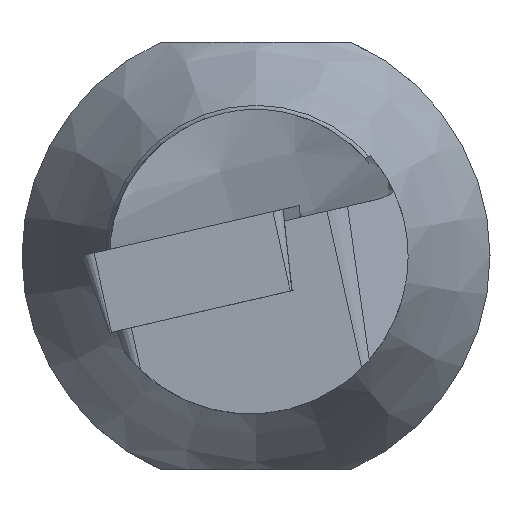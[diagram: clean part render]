
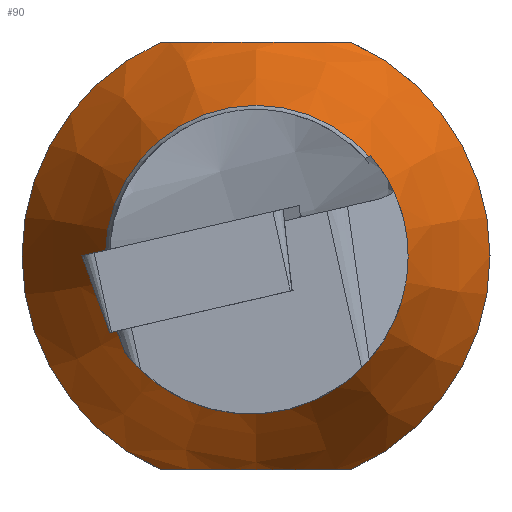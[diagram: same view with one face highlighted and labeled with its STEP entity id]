
A CAD part, left-side view. The second image highlights one B-rep face of the part: STEP entity #90.
In plain terms, the highlighted conical face has half-angle 25 degrees and reference radius 2.575 mm.
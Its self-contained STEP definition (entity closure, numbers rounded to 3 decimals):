
#53=CONICAL_SURFACE('',#634,2.575,25.);
#66=FACE_BOUND('',#172,.T.);
#67=FACE_BOUND('',#173,.T.);
#90=ADVANCED_FACE('',(#66,#67),#53,.T.);
#172=EDGE_LOOP('',(#279,#280,#281,#282));
#173=EDGE_LOOP('',(#283));
#206=B_SPLINE_CURVE_WITH_KNOTS('',3,(#979,#980,#981,#982,#983,#984),
 .UNSPECIFIED.,.F.,.F.,(4,2,4),(0.,0.5,1.),.UNSPECIFIED.);
#207=B_SPLINE_CURVE_WITH_KNOTS('',3,(#985,#986,#987,#988,#989,#990),
 .UNSPECIFIED.,.F.,.F.,(4,2,4),(0.,0.5,1.),.UNSPECIFIED.);
#221=CIRCLE('',#624,4.);
#225=CIRCLE('',#631,4.);
#226=CIRCLE('',#633,2.575);
#279=ORIENTED_EDGE('',*,*,#488,.F.);
#280=ORIENTED_EDGE('',*,*,#490,.T.);
#281=ORIENTED_EDGE('',*,*,#479,.F.);
#282=ORIENTED_EDGE('',*,*,#491,.T.);
#283=ORIENTED_EDGE('',*,*,#492,.T.);
#421=VERTEX_POINT('',#884);
#422=VERTEX_POINT('',#885);
#428=VERTEX_POINT('',#974);
#429=VERTEX_POINT('',#976);
#430=VERTEX_POINT('',#992);
#479=EDGE_CURVE('',#421,#422,#221,.T.);
#488=EDGE_CURVE('',#428,#429,#225,.T.);
#490=EDGE_CURVE('',#428,#422,#206,.T.);
#491=EDGE_CURVE('',#421,#429,#207,.T.);
#492=EDGE_CURVE('',#430,#430,#226,.T.);
#624=AXIS2_PLACEMENT_3D('',#883,#706,#707);
#631=AXIS2_PLACEMENT_3D('',#975,#723,#724);
#633=AXIS2_PLACEMENT_3D('',#991,#728,#729);
#634=AXIS2_PLACEMENT_3D('',#993,#730,#731);
#706=DIRECTION('',(1.,0.,0.));
#707=DIRECTION('',(0.,0.,-1.));
#723=DIRECTION('',(1.,0.,0.));
#724=DIRECTION('',(0.,0.,-1.));
#728=DIRECTION('',(1.,0.,0.));
#729=DIRECTION('',(0.,0.,-1.));
#730=DIRECTION('',(1.,0.,0.));
#731=DIRECTION('',(0.,0.,-1.));
#883=CARTESIAN_POINT('',(21.394,0.,0.));
#884=CARTESIAN_POINT('',(21.394,1.636,-3.65));
#885=CARTESIAN_POINT('',(21.394,1.636,3.65));
#974=CARTESIAN_POINT('',(21.394,-1.636,3.65));
#975=CARTESIAN_POINT('',(21.394,0.,0.));
#976=CARTESIAN_POINT('',(21.394,-1.636,-3.65));
#979=CARTESIAN_POINT('',(21.394,-1.636,3.65));
#980=CARTESIAN_POINT('',(20.993,-1.179,3.65));
#981=CARTESIAN_POINT('',(20.643,-0.612,3.65));
#982=CARTESIAN_POINT('',(20.644,0.617,3.65));
#983=CARTESIAN_POINT('',(20.993,1.179,3.65));
#984=CARTESIAN_POINT('',(21.394,1.636,3.65));
#985=CARTESIAN_POINT('',(21.394,1.636,-3.65));
#986=CARTESIAN_POINT('',(20.993,1.179,-3.65));
#987=CARTESIAN_POINT('',(20.643,0.612,-3.65));
#988=CARTESIAN_POINT('',(20.644,-0.617,-3.65));
#989=CARTESIAN_POINT('',(20.993,-1.179,-3.65));
#990=CARTESIAN_POINT('',(21.394,-1.636,-3.65));
#991=CARTESIAN_POINT('',(18.338,0.,0.));
#992=CARTESIAN_POINT('',(18.338,0.,-2.575));
#993=CARTESIAN_POINT('',(18.338,0.,0.));
